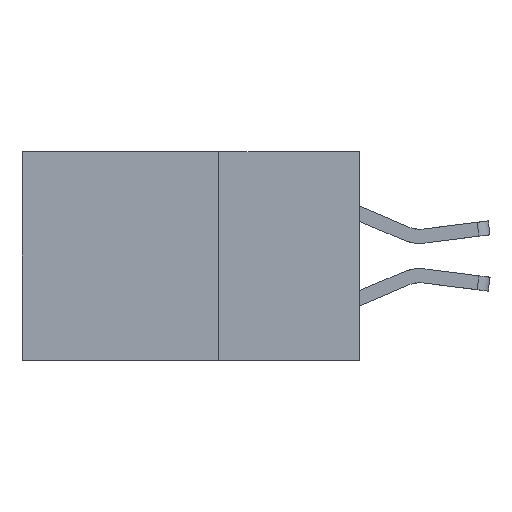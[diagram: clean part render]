
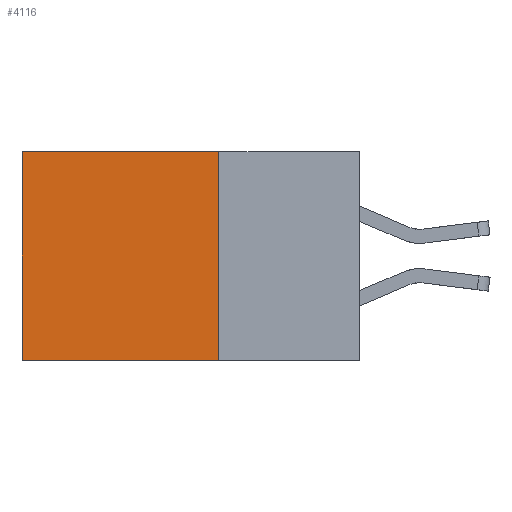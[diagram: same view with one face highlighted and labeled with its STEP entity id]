
A CAD part, left-side view. The second image highlights one B-rep face of the part: STEP entity #4116.
In plain terms, the highlighted planar face has unit normal (-1, 0, 0).
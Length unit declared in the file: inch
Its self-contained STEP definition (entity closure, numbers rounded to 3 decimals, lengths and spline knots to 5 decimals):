
#789 = PLANE ( 'NONE',  #851 ) ;
#851 = AXIS2_PLACEMENT_3D ( 'NONE', #10940, #13087, #7481 ) ;
#852 = EDGE_CURVE ( 'NONE', #3211, #1562, #3815, .T. ) ;
#1087 = CARTESIAN_POINT ( 'NONE',  ( 0.2875, 0.6, -0.37 ) ) ;
#1562 = VERTEX_POINT ( 'NONE', #8764 ) ;
#1736 = VECTOR ( 'NONE', #11708, 39.37008 ) ;
#1876 = EDGE_CURVE ( 'NONE', #6580, #7116, #13846, .T. ) ;
#2235 = EDGE_CURVE ( 'NONE', #3211, #6580, #2885, .T. ) ;
#2528 = CARTESIAN_POINT ( 'NONE',  ( 0.2875, 0.25, 0. ) ) ;
#2741 = ORIENTED_EDGE ( 'NONE', *, *, #1876, .T. ) ;
#2885 = LINE ( 'NONE', #6277, #13670 ) ;
#2943 = DIRECTION ( 'NONE',  ( 0., 1., 0. ) ) ;
#2972 = CARTESIAN_POINT ( 'NONE',  ( 0.2875, 0.25, -0.37 ) ) ;
#3211 = VERTEX_POINT ( 'NONE', #3885 ) ;
#3262 = CARTESIAN_POINT ( 'NONE',  ( 0.2875, 0.6, 0. ) ) ;
#3715 = DIRECTION ( 'NONE',  ( 0., 0., -1. ) ) ;
#3815 = LINE ( 'NONE', #2528, #14231 ) ;
#3885 = CARTESIAN_POINT ( 'NONE',  ( 0.2875, 0.25, 0. ) ) ;
#4116 = ADVANCED_FACE ( 'NONE', ( #12064 ), #789, .F. ) ;
#4762 = DIRECTION ( 'NONE',  ( 0., 0., -1. ) ) ;
#5126 = LINE ( 'NONE', #2972, #1736 ) ;
#6277 = CARTESIAN_POINT ( 'NONE',  ( 0.2875, 0.25, 0. ) ) ;
#6580 = VERTEX_POINT ( 'NONE', #3262 ) ;
#7116 = VERTEX_POINT ( 'NONE', #1087 ) ;
#7481 = DIRECTION ( 'NONE',  ( 0., 0., -1. ) ) ;
#7582 = EDGE_LOOP ( 'NONE', ( #2741, #11023, #9746, #14297 ) ) ;
#7627 = EDGE_CURVE ( 'NONE', #1562, #7116, #5126, .T. ) ;
#7920 = VECTOR ( 'NONE', #4762, 39.37008 ) ;
#8764 = CARTESIAN_POINT ( 'NONE',  ( 0.2875, 0.25, -0.37 ) ) ;
#9746 = ORIENTED_EDGE ( 'NONE', *, *, #852, .F. ) ;
#10940 = CARTESIAN_POINT ( 'NONE',  ( 0.2875, 0.25, 0. ) ) ;
#11023 = ORIENTED_EDGE ( 'NONE', *, *, #7627, .F. ) ;
#11708 = DIRECTION ( 'NONE',  ( 0., 1., 0. ) ) ;
#12064 = FACE_OUTER_BOUND ( 'NONE', #7582, .T. ) ;
#12626 = CARTESIAN_POINT ( 'NONE',  ( 0.2875, 0.6, 0. ) ) ;
#13087 = DIRECTION ( 'NONE',  ( 1., 0., 0. ) ) ;
#13670 = VECTOR ( 'NONE', #2943, 39.37008 ) ;
#13846 = LINE ( 'NONE', #12626, #7920 ) ;
#14231 = VECTOR ( 'NONE', #3715, 39.37008 ) ;
#14297 = ORIENTED_EDGE ( 'NONE', *, *, #2235, .T. ) ;
